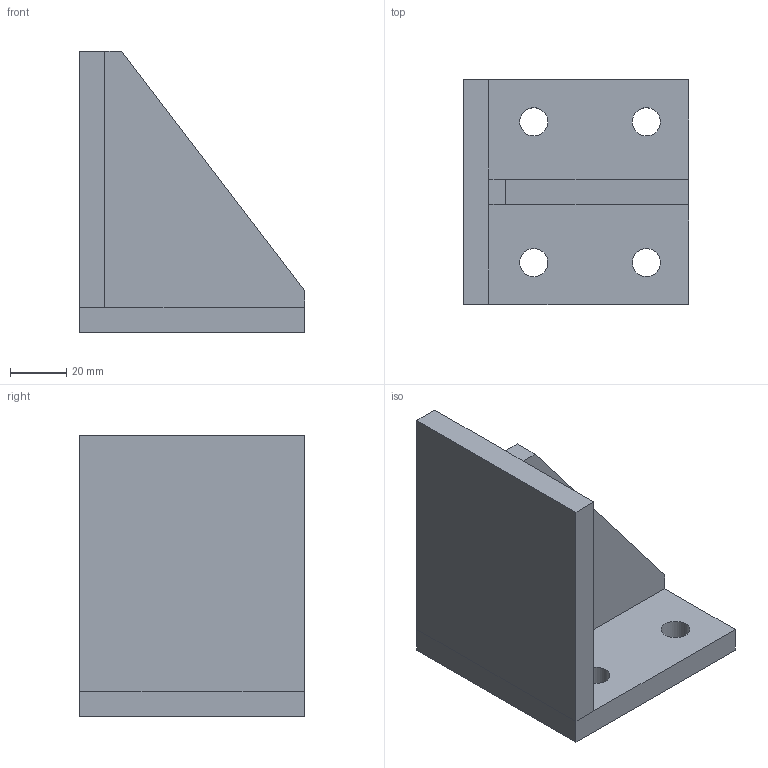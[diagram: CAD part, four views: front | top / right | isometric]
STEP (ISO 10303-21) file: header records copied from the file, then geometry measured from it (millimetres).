
FILE_DESCRIPTION(('HOOPS Exchange Step'),'2;1');
FILE_NAME('Bracket.stp','2022-10-28T13:47:32+09:00',('toshi'),('Unknown organisation'),'HOOPS Exchange 2022.2','HOOPS Exchange','Unknown authorisation');
FILE_SCHEMA( ('AP242_MANAGED_MODEL_BASED_3D_ENGINEERING_MIM_LF {1 0 10303 442 1 1 4 }') );
Length unit declared in the file: millimetre
Products named in the file (1): model
Bounding box: 80 x 80 x 100 mm (x, y, z)
Volume: 153571 mm3; surface area: 39410.8 mm2
Topology: 1 solids, 1 shells, 24 faces, 62 edges, 41 vertices
Faces by surface type: plane 19, cylinder 5
Full cylindrical faces by diameter (mm): 1.6 x1, 10 x4
Entity records: 773 total; most frequent: CARTESIAN_POINT 129, DIRECTION 129, ORIENTED_EDGE 124, EDGE_CURVE 62, VECTOR 47, LINE 47, AXIS2_PLACEMENT_3D 41, VERTEX_POINT 41
